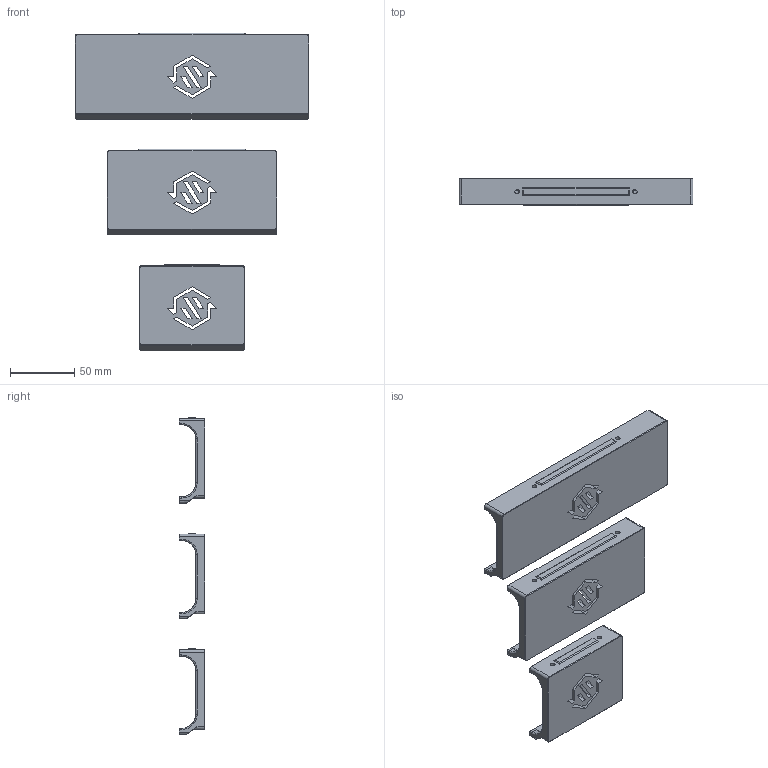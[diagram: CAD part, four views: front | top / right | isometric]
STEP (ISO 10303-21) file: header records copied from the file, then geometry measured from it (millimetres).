
FILE_DESCRIPTION(/* description */ ('','CAx-IF Rec.Pracs.---Representation and Presentation of Product Manufacturing Information (PMI)---4.0---2014-10-13'),/* implementation_level */ '2;1');
FILE_NAME(/* name */ 'StealthChanger Skirt Back Center.step',/* time_stamp */ '2025-03-18T22:09:53+01:00',/* author */ (''),/* organization */ (''),/* preprocessor_version */ 'ST-DEVELOPER v20',/* originating_system */ 'Autodesk Translation Framework v13.20.0.188',/* authorisation */ '');
FILE_SCHEMA (('AP242_MANAGED_MODEL_BASED_3D_ENGINEERING_MIM_LF { 1 0 10303 442 1 1 4 }'));
Length unit declared in the file: millimetre
Products named in the file (1): Skirt Back Center
Bounding box: 182 x 20 x 246.8 mm (x, y, z)
Volume: 190883 mm3; surface area: 91016.2 mm2
Topology: 3 solids, 3 shells, 712 faces, 2043 edges, 1346 vertices
Faces by surface type: plane 406, cylinder 282, cone 12, torus 12
Full cylindrical faces by diameter (mm): 3.5 x6, 6 x6
Entity records: 24487 total; most frequent: CARTESIAN_POINT 5431, ORIENTED_EDGE 4086, DIRECTION 3920, EDGE_CURVE 2043, VERTEX_POINT 1346, LINE 1316, VECTOR 1316, AXIS2_PLACEMENT_3D 1302
